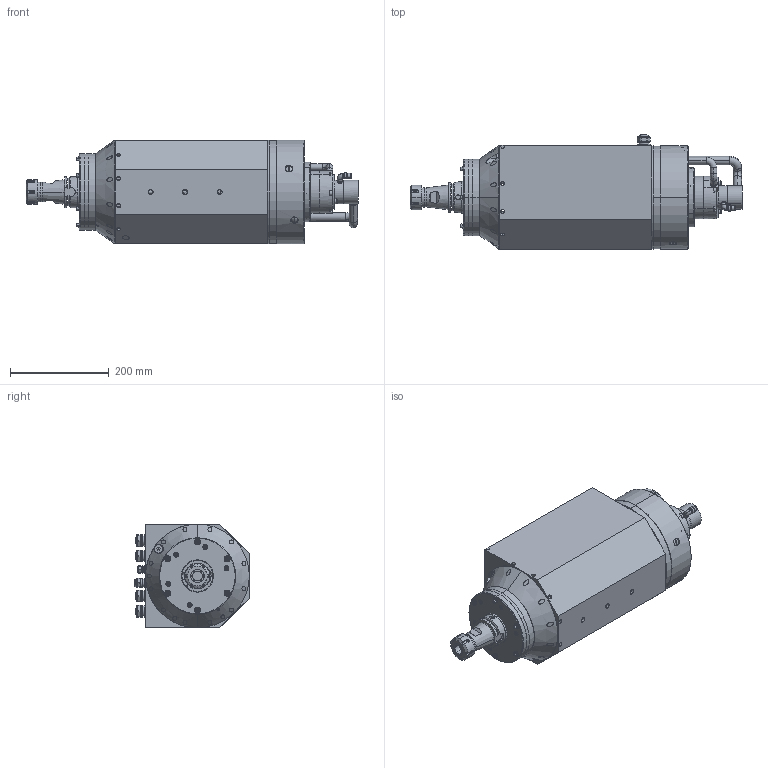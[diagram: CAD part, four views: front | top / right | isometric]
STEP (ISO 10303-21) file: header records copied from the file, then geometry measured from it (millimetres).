
FILE_DESCRIPTION (( 'STEP AP203' ), '1' );
FILE_NAME ('210A24KPSW-00-.STEP', '2014-06-30T12:00:16', ( '' ), ( '' ), 'SwSTEP 2.0', 'SolidWorks 2014', '' );
FILE_SCHEMA (( 'CONFIG_CONTROL_DESIGN' ));
Products named in the file (1): 210A24KPSW-00-
Bounding box: 672.36 x 232 x 210 mm (x, y, z)
Surface area: 564373.2 mm2 (no closed solid volume)
Topology: 0 solids, 143 shells, 1294 faces, 3778 edges, 2584 vertices
Faces by surface type: cylinder 527, plane 440, torus 156, cone 138, sphere 18, bspline 15
Entity records: 48101 total; most frequent: CARTESIAN_POINT 13601, DIRECTION 7745, ORIENTED_EDGE 6216, EDGE_CURVE 3725, AXIS2_PLACEMENT_3D 3108, VERTEX_POINT 2566, CIRCLE 1828, EDGE_LOOP 1586
